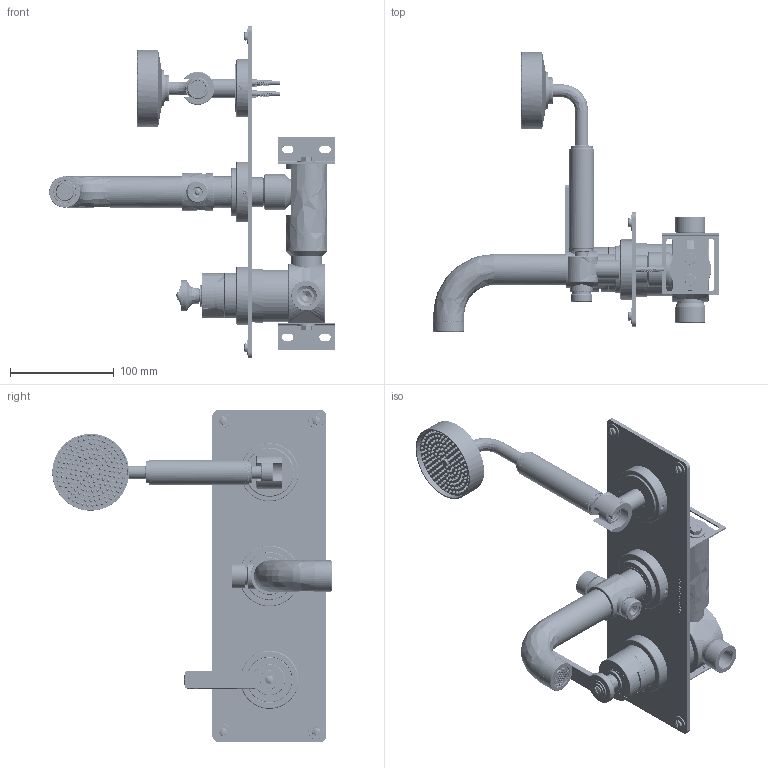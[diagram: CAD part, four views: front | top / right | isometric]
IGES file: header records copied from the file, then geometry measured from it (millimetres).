
Global section: file name: V7K43-1F; native system: Autodesk Inventor 2018; preprocessor: unknown; author: adaniels; date: 20171129.112804; units: millimetre
Bounding box: 275.4 x 269.23 x 320 mm (x, y, z)
Volume: 749414.9 mm3; surface area: 383705.3 mm2
Topology: 83 solids, 95 shells, 4476 faces, 12574 edges, 8754 vertices
Faces by surface type: bspline 4476
